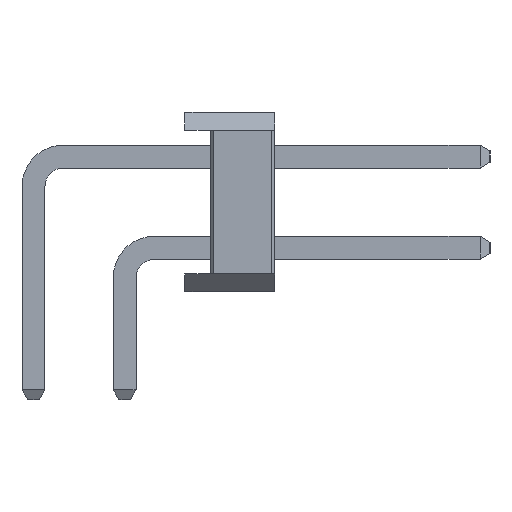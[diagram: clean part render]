
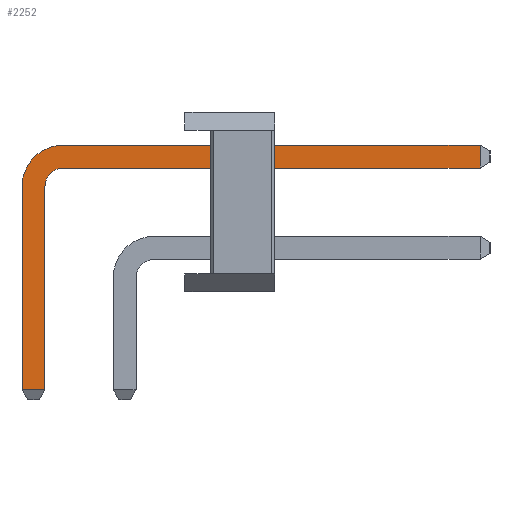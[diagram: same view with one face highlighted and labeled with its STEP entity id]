
A CAD part, left-side view. The second image highlights one B-rep face of the part: STEP entity #2252.
In plain terms, the highlighted planar face has unit normal (-1, 0, 0).
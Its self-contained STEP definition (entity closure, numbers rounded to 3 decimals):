
#2252=ADVANCED_FACE('',(#3824),#3826,.T.);
#3824=FACE_BOUND('',#3825,.T.);
#3825=EDGE_LOOP('',(#4880,#4881,#4882,#4883,#4884,#4885,#4886,#4887));
#3826=PLANE('',#3827);
#3827=AXIS2_PLACEMENT_3D('',#3828,#3829,#3830);
#3828=CARTESIAN_POINT('',(-0.32,2.22,0.));
#3829=DIRECTION('',(-1.,0.,-0.));
#3830=DIRECTION('',(0.,1.,0.));
#4880=ORIENTED_EDGE('',*,*,#5425,.F.);
#4881=ORIENTED_EDGE('',*,*,#5426,.F.);
#4882=ORIENTED_EDGE('',*,*,#5427,.F.);
#4883=ORIENTED_EDGE('',*,*,#5428,.T.);
#4884=ORIENTED_EDGE('',*,*,#5429,.F.);
#4885=ORIENTED_EDGE('',*,*,#5424,.F.);
#4886=ORIENTED_EDGE('',*,*,#5430,.T.);
#4887=ORIENTED_EDGE('',*,*,#5431,.T.);
#5424=EDGE_CURVE('',#6206,#6204,#6208,.T.);
#5425=EDGE_CURVE('',#6209,#6210,#6211,.T.);
#5426=EDGE_CURVE('',#6212,#6209,#6213,.T.);
#5427=EDGE_CURVE('',#6214,#6212,#6215,.T.);
#5428=EDGE_CURVE('',#6214,#6216,#6217,.T.);
#5429=EDGE_CURVE('',#6204,#6216,#6218,.T.);
#5430=EDGE_CURVE('',#6206,#6219,#6220,.T.);
#5431=EDGE_CURVE('',#6219,#6210,#6221,.T.);
#6204=VERTEX_POINT('',#7956);
#6206=VERTEX_POINT('',#7960);
#6208=LINE('',#7964,#7965);
#6209=VERTEX_POINT('',#7967);
#6210=VERTEX_POINT('',#7968);
#6211=LINE('',#7969,#7970);
#6212=VERTEX_POINT('',#7972);
#6213=LINE('',#7973,#7974);
#6214=VERTEX_POINT('',#7976);
#6215=CIRCLE('',#7977,1.152);
#6216=VERTEX_POINT('',#7981);
#6217=LINE('',#7982,#7983);
#6218=LINE('',#7985,#7986);
#6219=VERTEX_POINT('',#7988);
#6220=CIRCLE('',#7989,0.512);
#6221=LINE('',#7993,#7994);
#7956=CARTESIAN_POINT('',(-0.32,2.22,-2.723));
#7960=CARTESIAN_POINT('',(-0.32,2.22,2.938));
#7964=CARTESIAN_POINT('',(-0.32,2.22,2.938));
#7965=VECTOR('',#7966,1.);
#7966=DIRECTION('',(0.,0.,-1.));
#7967=CARTESIAN_POINT('',(-0.32,-9.903,4.09));
#7968=CARTESIAN_POINT('',(-0.32,-9.903,3.45));
#7969=CARTESIAN_POINT('',(-0.32,-9.903,4.09));
#7970=VECTOR('',#7971,1.);
#7971=DIRECTION('',(0.,0.,-1.));
#7972=CARTESIAN_POINT('',(-0.32,1.708,4.09));
#7973=CARTESIAN_POINT('',(-0.32,1.708,4.09));
#7974=VECTOR('',#7975,1.);
#7975=DIRECTION('',(0.,-1.,0.));
#7976=CARTESIAN_POINT('',(-0.32,2.86,2.938));
#7977=AXIS2_PLACEMENT_3D('',#7978,#7979,#7980);
#7978=CARTESIAN_POINT('',(-0.32,1.708,2.938));
#7979=DIRECTION('',(1.,0.,0.));
#7980=DIRECTION('',(0.,1.,0.));
#7981=CARTESIAN_POINT('',(-0.32,2.86,-2.723));
#7982=CARTESIAN_POINT('',(-0.32,2.86,2.938));
#7983=VECTOR('',#7984,1.);
#7984=DIRECTION('',(0.,0.,-1.));
#7985=CARTESIAN_POINT('',(-0.32,2.22,-2.723));
#7986=VECTOR('',#7987,1.);
#7987=DIRECTION('',(0.,1.,0.));
#7988=CARTESIAN_POINT('',(-0.32,1.708,3.45));
#7989=AXIS2_PLACEMENT_3D('',#7990,#7991,#7992);
#7990=CARTESIAN_POINT('',(-0.32,1.708,2.938));
#7991=DIRECTION('',(1.,0.,0.));
#7992=DIRECTION('',(0.,1.,0.));
#7993=CARTESIAN_POINT('',(-0.32,1.708,3.45));
#7994=VECTOR('',#7995,1.);
#7995=DIRECTION('',(0.,-1.,0.));
